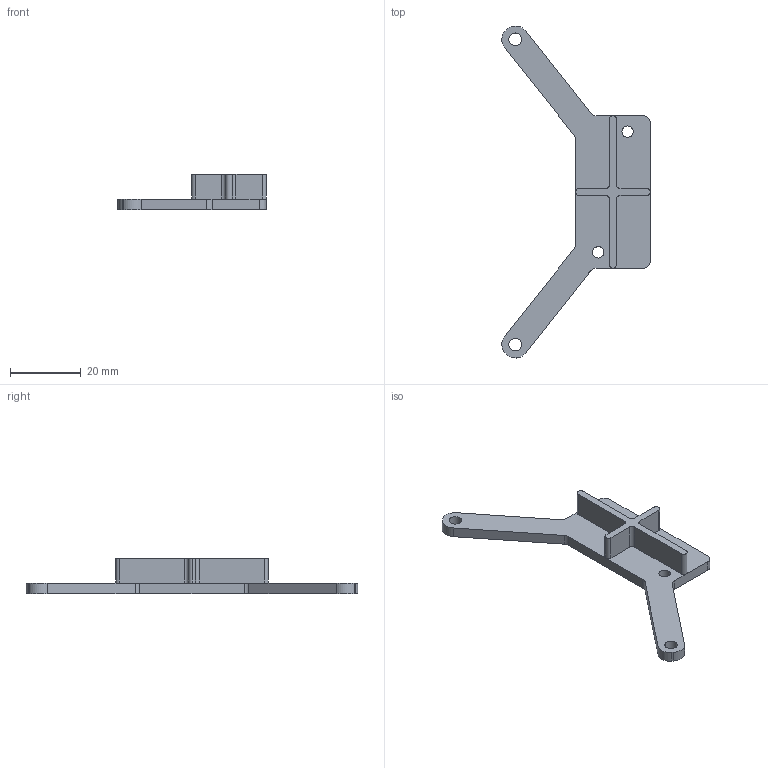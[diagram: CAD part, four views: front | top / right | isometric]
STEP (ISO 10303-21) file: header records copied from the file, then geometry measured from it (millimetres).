
FILE_DESCRIPTION(/* description */ (''),/* implementation_level */ '2;1');
FILE_NAME(/* name */ 'Buck_converter_mount.step',/* time_stamp */ '2023-06-02T21:55:40+02:00',/* author */ (''),/* organization */ (''),/* preprocessor_version */ 'ST-DEVELOPER v19.2',/* originating_system */ 'Autodesk Translation Framework v12.4.0.73',/* authorisation */ '');
FILE_SCHEMA (('AUTOMOTIVE_DESIGN { 1 0 10303 214 3 1 1 }'));
Length unit declared in the file: millimetre
Products named in the file (1): Buck_converter_mount
Bounding box: 41.79 x 93.54 x 10 mm (x, y, z)
Volume: 4910.4 mm3; surface area: 4445.8 mm2
Topology: 1 solids, 1 shells, 48 faces, 132 edges, 86 vertices
Faces by surface type: cylinder 24, plane 24
Full cylindrical faces by diameter (mm): 3.2 x2, 3.6 x2
Entity records: 1587 total; most frequent: DIRECTION 280, CARTESIAN_POINT 267, ORIENTED_EDGE 264, EDGE_CURVE 132, AXIS2_PLACEMENT_3D 99, VERTEX_POINT 86, LINE 82, VECTOR 82
